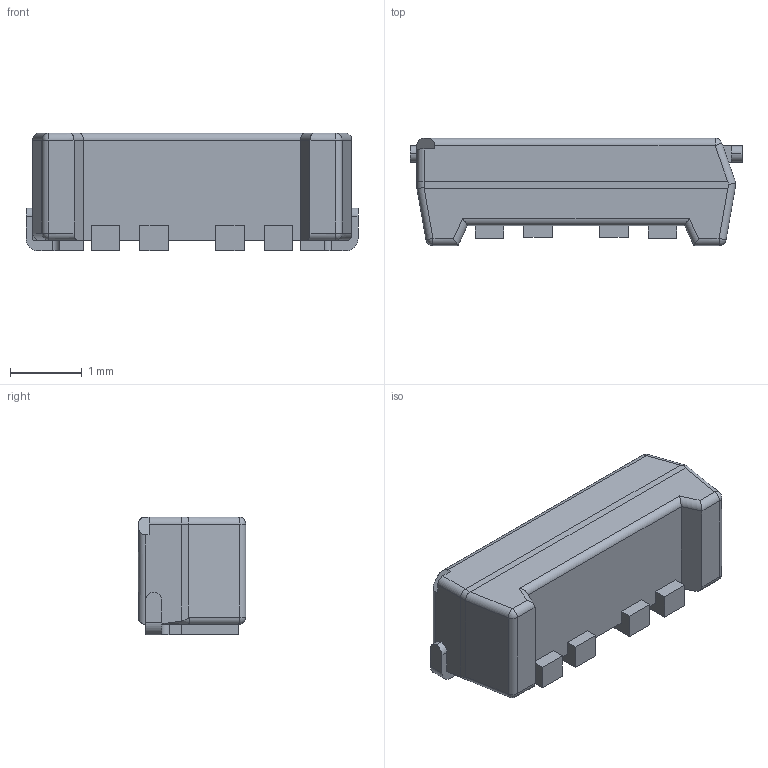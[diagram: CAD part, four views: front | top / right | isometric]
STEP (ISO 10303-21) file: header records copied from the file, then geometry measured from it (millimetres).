
FILE_DESCRIPTION (( 'STEP AP203' ), '1' );
FILE_NAME ('QLS6B-FKW-CNSNSF043.STEP', '2023-01-19T07:40:18', ( '' ), ( '' ), 'SwSTEP 2.0', 'SolidWorks 2022', '' );
FILE_SCHEMA (( 'CONFIG_CONTROL_DESIGN' ));
Length unit declared in the file: millimetre
Products named in the file (1): QLS6B-FKW-CNSNSF043
Bounding box: 4.64 x 1.5 x 1.65 mm (x, y, z)
Volume: 8.7 mm3; surface area: 31.5 mm2
Topology: 1 solids, 1 shells, 103 faces, 277 edges, 172 vertices
Faces by surface type: plane 69, cylinder 29, sphere 5
Entity records: 3197 total; most frequent: CARTESIAN_POINT 608, ORIENTED_EDGE 544, DIRECTION 498, EDGE_CURVE 272, LINE 214, VECTOR 214, VERTEX_POINT 172, AXIS2_PLACEMENT_3D 142
